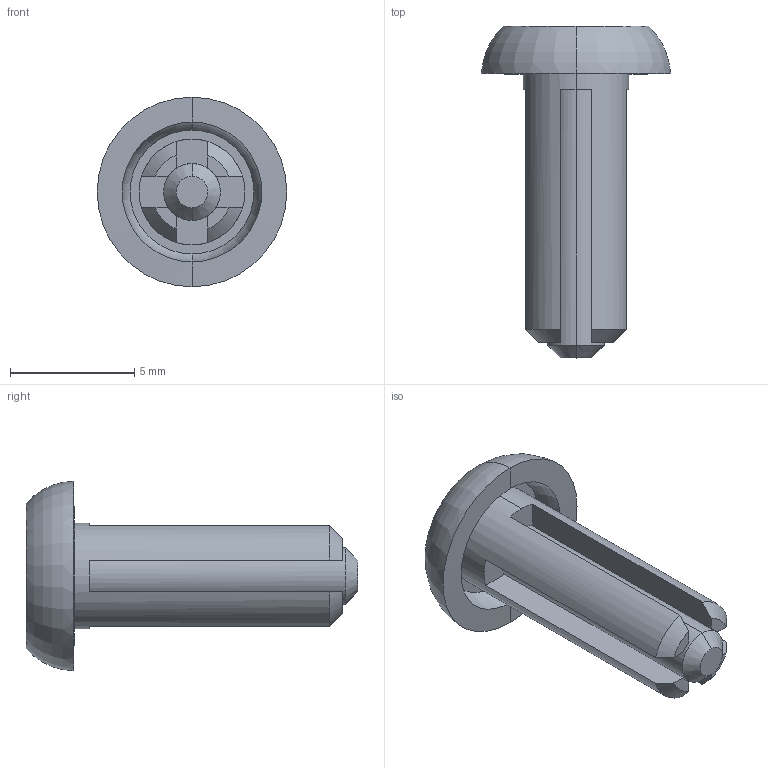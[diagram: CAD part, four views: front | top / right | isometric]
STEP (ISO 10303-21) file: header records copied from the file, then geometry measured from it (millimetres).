
FILE_DESCRIPTION (( 'STEP AP203' ), '1' );
FILE_NAME ('BEARING-RIVET.STEP', '2007-08-26T20:03:20', ( 'Innovation First, Inc.' ), ( 'Innovation First, Inc.' ), 'SwSTEP 2.0', 'SolidWorks 2006052', '' );
FILE_SCHEMA (( 'CONFIG_CONTROL_DESIGN' ));
Length unit declared in the file: inch
Products named in the file (1): BEARING-RIVET
Bounding box: 7.62 x 13.34 x 7.62 mm (x, y, z)
Volume: 169.4 mm3; surface area: 376.4 mm2
Topology: 1 solids, 1 shells, 35 faces, 90 edges, 58 vertices
Faces by surface type: plane 19, cone 8, cylinder 4, torus 4
Entity records: 1165 total; most frequent: CARTESIAN_POINT 208, DIRECTION 196, ORIENTED_EDGE 180, EDGE_CURVE 90, AXIS2_PLACEMENT_3D 78, VERTEX_POINT 58, CIRCLE 42, VECTOR 40
